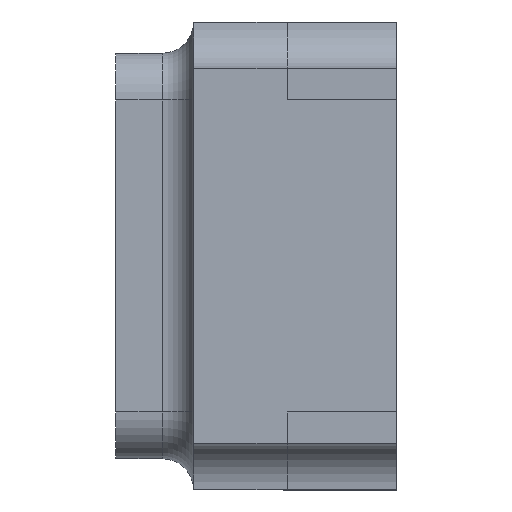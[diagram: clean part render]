
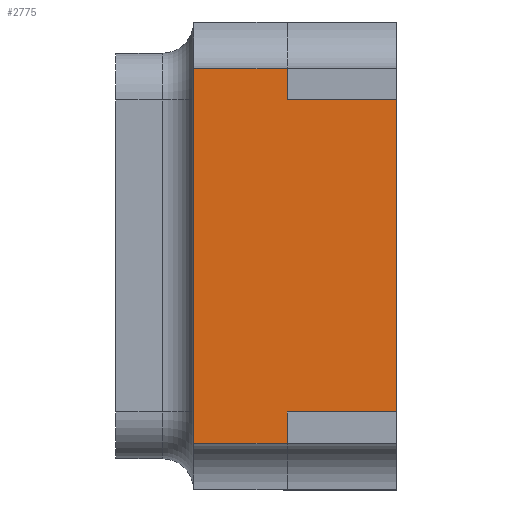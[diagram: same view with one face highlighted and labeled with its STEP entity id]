
A CAD part, left-side view. The second image highlights one B-rep face of the part: STEP entity #2775.
In plain terms, the highlighted planar face has unit normal (-1, 0, 0).
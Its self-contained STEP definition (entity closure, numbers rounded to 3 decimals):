
#94 = DIRECTION ( 'NONE',  ( 0., -1., 0. ) ) ;
#267 = VERTEX_POINT ( 'NONE', #1841 ) ;
#274 = DIRECTION ( 'NONE',  ( 0., 0., 1. ) ) ;
#307 = EDGE_LOOP ( 'NONE', ( #1352, #895, #1339, #1665, #715, #405, #995, #1266 ) ) ;
#343 = LINE ( 'NONE', #2748, #2650 ) ;
#405 = ORIENTED_EDGE ( 'NONE', *, *, #2808, .T. ) ;
#423 = LINE ( 'NONE', #2726, #679 ) ;
#433 = VECTOR ( 'NONE', #1880, 1000. ) ;
#449 = LINE ( 'NONE', #2139, #2062 ) ;
#509 = PLANE ( 'NONE',  #1107 ) ;
#593 = EDGE_CURVE ( 'NONE', #2856, #859, #864, .T. ) ;
#595 = CARTESIAN_POINT ( 'NONE',  ( -1.6, 0., 0.5 ) ) ;
#637 = VERTEX_POINT ( 'NONE', #1207 ) ;
#679 = VECTOR ( 'NONE', #94, 1000. ) ;
#715 = ORIENTED_EDGE ( 'NONE', *, *, #1688, .F. ) ;
#723 = EDGE_CURVE ( 'NONE', #1635, #859, #1105, .T. ) ;
#840 = FACE_OUTER_BOUND ( 'NONE', #307, .T. ) ;
#859 = VERTEX_POINT ( 'NONE', #2613 ) ;
#864 = LINE ( 'NONE', #2052, #2883 ) ;
#895 = ORIENTED_EDGE ( 'NONE', *, *, #2251, .F. ) ;
#950 = CARTESIAN_POINT ( 'NONE',  ( -1.6, 0.65, 0. ) ) ;
#970 = CARTESIAN_POINT ( 'NONE',  ( -1.6, 0.65, 0.6 ) ) ;
#971 = CARTESIAN_POINT ( 'NONE',  ( -1.6, 0.35, -0.5 ) ) ;
#995 = ORIENTED_EDGE ( 'NONE', *, *, #723, .T. ) ;
#1105 = LINE ( 'NONE', #2544, #433 ) ;
#1107 = AXIS2_PLACEMENT_3D ( 'NONE', #950, #1374, #274 ) ;
#1112 = EDGE_CURVE ( 'NONE', #2719, #1398, #423, .T. ) ;
#1207 = CARTESIAN_POINT ( 'NONE',  ( -1.6, 0., -0.5 ) ) ;
#1266 = ORIENTED_EDGE ( 'NONE', *, *, #593, .F. ) ;
#1339 = ORIENTED_EDGE ( 'NONE', *, *, #1112, .F. ) ;
#1352 = ORIENTED_EDGE ( 'NONE', *, *, #2392, .T. ) ;
#1369 = DIRECTION ( 'NONE',  ( 0., 0., -1. ) ) ;
#1374 = DIRECTION ( 'NONE',  ( -1., 0., 0. ) ) ;
#1398 = VERTEX_POINT ( 'NONE', #595 ) ;
#1430 = DIRECTION ( 'NONE',  ( 0., -1., 0. ) ) ;
#1457 = VERTEX_POINT ( 'NONE', #2398 ) ;
#1481 = VECTOR ( 'NONE', #2256, 1000. ) ;
#1621 = CARTESIAN_POINT ( 'NONE',  ( -1.6, 0.35, 0.6 ) ) ;
#1625 = LINE ( 'NONE', #1621, #1481 ) ;
#1635 = VERTEX_POINT ( 'NONE', #1838 ) ;
#1665 = ORIENTED_EDGE ( 'NONE', *, *, #2758, .F. ) ;
#1688 = EDGE_CURVE ( 'NONE', #267, #1457, #2374, .T. ) ;
#1754 = LINE ( 'NONE', #2022, #2584 ) ;
#1838 = CARTESIAN_POINT ( 'NONE',  ( -1.6, 0.65, -0.6 ) ) ;
#1841 = CARTESIAN_POINT ( 'NONE',  ( -1.6, 0.65, 0.6 ) ) ;
#1880 = DIRECTION ( 'NONE',  ( 0., -1., 0. ) ) ;
#1981 = CARTESIAN_POINT ( 'NONE',  ( -1.6, 0.35, 0.5 ) ) ;
#2022 = CARTESIAN_POINT ( 'NONE',  ( -1.6, 0., 0. ) ) ;
#2052 = CARTESIAN_POINT ( 'NONE',  ( -1.6, 0.35, -0.6 ) ) ;
#2062 = VECTOR ( 'NONE', #2596, 1000. ) ;
#2139 = CARTESIAN_POINT ( 'NONE',  ( -1.6, 0.35, -0.5 ) ) ;
#2251 = EDGE_CURVE ( 'NONE', #1398, #637, #1754, .T. ) ;
#2256 = DIRECTION ( 'NONE',  ( 0., 0., -1. ) ) ;
#2334 = DIRECTION ( 'NONE',  ( 0., 0., -1. ) ) ;
#2374 = LINE ( 'NONE', #970, #2447 ) ;
#2392 = EDGE_CURVE ( 'NONE', #2856, #637, #449, .T. ) ;
#2398 = CARTESIAN_POINT ( 'NONE',  ( -1.6, 0.35, 0.6 ) ) ;
#2447 = VECTOR ( 'NONE', #1430, 1000. ) ;
#2505 = DIRECTION ( 'NONE',  ( 0., 0., -1. ) ) ;
#2544 = CARTESIAN_POINT ( 'NONE',  ( -1.6, 0.65, -0.6 ) ) ;
#2584 = VECTOR ( 'NONE', #1369, 1000. ) ;
#2596 = DIRECTION ( 'NONE',  ( 0., -1., 0. ) ) ;
#2613 = CARTESIAN_POINT ( 'NONE',  ( -1.6, 0.35, -0.6 ) ) ;
#2650 = VECTOR ( 'NONE', #2334, 1000. ) ;
#2719 = VERTEX_POINT ( 'NONE', #1981 ) ;
#2726 = CARTESIAN_POINT ( 'NONE',  ( -1.6, 0.35, 0.5 ) ) ;
#2748 = CARTESIAN_POINT ( 'NONE',  ( -1.6, 0.65, 0. ) ) ;
#2758 = EDGE_CURVE ( 'NONE', #1457, #2719, #1625, .T. ) ;
#2775 = ADVANCED_FACE ( 'NONE', ( #840 ), #509, .T. ) ;
#2808 = EDGE_CURVE ( 'NONE', #267, #1635, #343, .T. ) ;
#2856 = VERTEX_POINT ( 'NONE', #971 ) ;
#2883 = VECTOR ( 'NONE', #2505, 1000. ) ;
